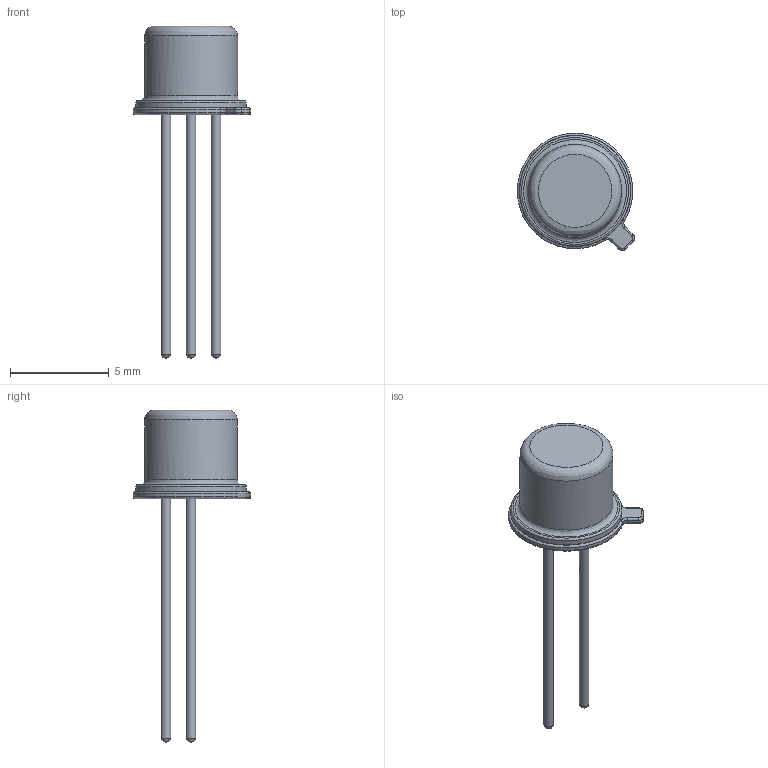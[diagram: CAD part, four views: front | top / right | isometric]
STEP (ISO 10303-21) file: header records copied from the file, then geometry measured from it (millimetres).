
FILE_DESCRIPTION(/* description */ (''),/* implementation_level */ '2;1');
FILE_NAME(/* name */ 'TO-18, long leads',/* time_stamp */ '2019-02-17T08:31:39+01:00',/* author */ (''),/* organization */ (''),/* preprocessor_version */ 'ST-DEVELOPER v16.5',/* originating_system */ '',/* authorisation */ '');
FILE_SCHEMA (('AUTOMOTIVE_DESIGN'));
Length unit declared in the file: millimetre
Products named in the file (1): Document
Bounding box: 5.93 x 5.93 x 16.78 mm (x, y, z)
Volume: 15.8 mm3; surface area: 223.8 mm2
Topology: 4 solids, 8 shells, 52 faces, 98 edges, 60 vertices
Faces by surface type: bspline 38, plane 14
Entity records: 1751 total; most frequent: CARTESIAN_POINT 1063, ORIENTED_EDGE 190, EDGE_CURVE 98, EDGE_LOOP 62, VERTEX_POINT 60, ADVANCED_FACE 52, FACE_OUTER_BOUND 52, DIRECTION 20
